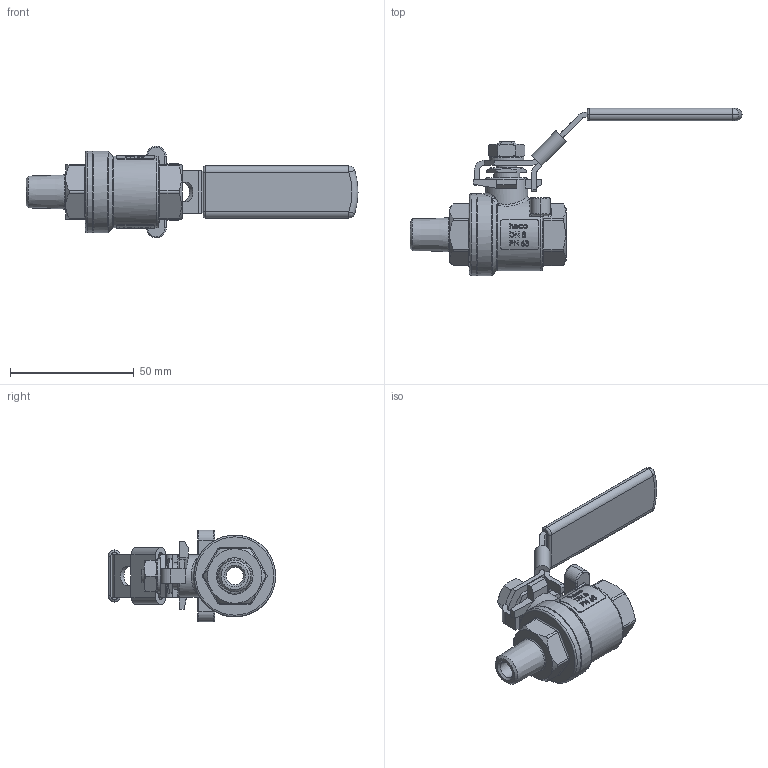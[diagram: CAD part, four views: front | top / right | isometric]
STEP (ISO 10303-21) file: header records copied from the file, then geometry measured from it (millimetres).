
FILE_DESCRIPTION (( 'STEP AP214' ), '1' );
FILE_NAME ('K2-014-0IA-4 Kugelhahn heco step214.STEP', '2012-11-22T09:32:25', ( 'test' ), ( '' ), 'SwSTEP 2.0', 'SolidWorks 2011', '' );
FILE_SCHEMA (( 'AUTOMOTIVE_DESIGN' ));
Length unit declared in the file: millimetre
Products named in the file (1): K2-014-0IA-4 Kugelhahn heco step214
Bounding box: 134 x 67.5 x 37 mm (x, y, z)
Volume: 40445.1 mm3; surface area: 15997.7 mm2
Topology: 1 solids, 1 shells, 695 faces, 1772 edges, 1125 vertices
Faces by surface type: plane 278, bspline 201, cylinder 146, torus 35, cone 29, sphere 6
Full cylindrical faces by diameter (mm): 7 x1, 8 x2, 10.5 x1, 11.445 x1, 14 x1, 17 x1, 33 x2
Entity records: 37792 total; most frequent: CARTESIAN_POINT 14978, ORIENTED_EDGE 3466, DIRECTION 2542, EDGE_CURVE 1733, VERTEX_POINT 1115, AXIS2_PLACEMENT_3D 865, VECTOR 812, LINE 812
